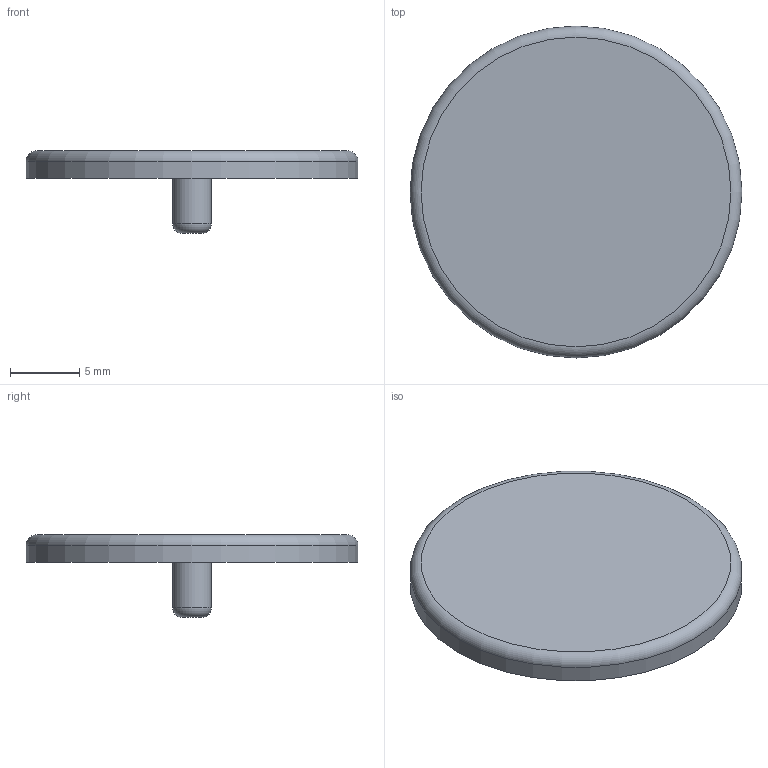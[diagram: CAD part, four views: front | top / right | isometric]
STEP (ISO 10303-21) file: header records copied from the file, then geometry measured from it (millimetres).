
FILE_DESCRIPTION(('FreeCAD Model'),'2;1');
FILE_NAME('Tapa-rodamiento.step', '2018-09-15T20:06:59',('Author'),(''), 'Open CASCADE STEP processor 6.8','FreeCAD','Unknown');
FILE_SCHEMA(('AUTOMOTIVE_DESIGN_CC2 { 1 2 10303 214 -1 1 5 4 }'));
Length unit declared in the file: millimetre
Products named in the file (2): ASSEMBLY; Tapa001
Assembly tree (1 placements, depth 2):
  ASSEMBLY
    Tapa001
Bounding box: 24 x 24 x 6 mm (x, y, z)
Volume: 918.4 mm3; surface area: 1061.7 mm2
Topology: 1 solids, 1 shells, 7 faces, 10 edges, 6 vertices
Faces by surface type: plane 3, cylinder 2, torus 2
Full cylindrical faces by diameter (mm): 2.8 x1, 24 x1
Entity records: 333 total; most frequent: CARTESIAN_POINT 73, DIRECTION 48, ORIENTED_EDGE 20, PCURVE 20, DEFINITIONAL_REPRESENTATION 20, AXIS2_PLACEMENT_3D 17, LINE 14, VECTOR 14
